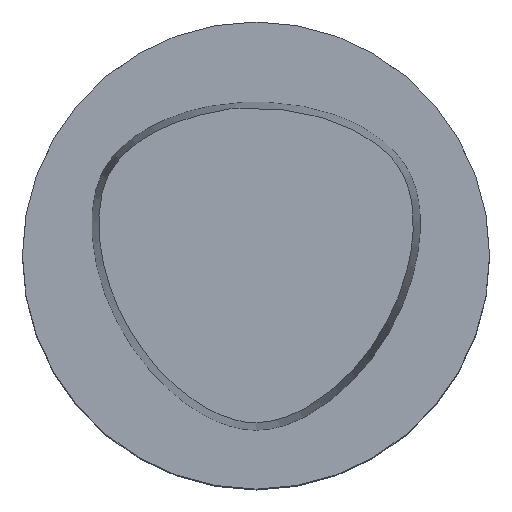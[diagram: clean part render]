
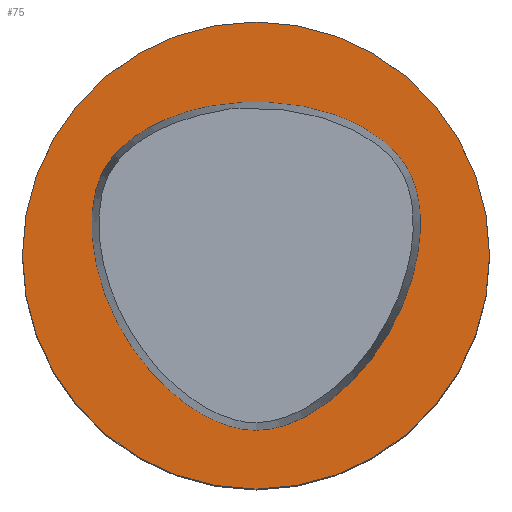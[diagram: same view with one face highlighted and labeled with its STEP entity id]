
A CAD part, top view. The second image highlights one B-rep face of the part: STEP entity #75.
In plain terms, the highlighted planar face has unit normal (0, 0, 1).
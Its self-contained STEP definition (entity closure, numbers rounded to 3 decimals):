
#75=ADVANCED_FACE('',(#87,#88),#89,.T.);
#87=FACE_OUTER_BOUND('',#117,.T.);
#88=FACE_BOUND('',#118,.T.);
#89=PLANE('',#119);
#117=EDGE_LOOP('',(#530));
#118=EDGE_LOOP('',(#531));
#119=AXIS2_PLACEMENT_3D('',#532,#533,#534);
#530=ORIENTED_EDGE('',*,*,#582,.F.);
#531=ORIENTED_EDGE('',*,*,#583,.T.);
#532=CARTESIAN_POINT('',(0.,12.495,0.));
#533=DIRECTION('',(0.,0.,1.0));
#534=DIRECTION('',(0.,-1.0,0.));
#582=EDGE_CURVE('',#593,#593,#594,.T.);
#583=EDGE_CURVE('',#595,#595,#596,.T.);
#593=VERTEX_POINT('',#614);
#594=CIRCLE('',#615,24.99);
#595=VERTEX_POINT('',#616);
#596=B_SPLINE_CURVE_WITH_KNOTS('',3,(#617,#618,#619,#620,#621,#622,#623,#624,#625,#626,#627,#628,#629,#630,#631,#632,#633,#634,#635,#636,#637,#638,#639,#640,#641,#642,#643,#644,#645,#646,#647,#648,#649,#650,#651,#652,#653,#654,#655,#656,#657,#658,#659,#660,#661,#662,#663,#664,#665,#666,#667,#668),.UNSPECIFIED.,.T.,.F.,(4,3,1,1,1,1,1,1,1,1,1,1,1,1,1,1,1,1,1,1,1,1,1,1,1,1,1,1,1,1,1,1,1,1,1,1,1,1,1,1,1,1,1,1,1,1,1,4),(0.,0.,0.023,0.046,0.069,0.09,0.112,0.133,0.153,0.173,0.194,0.215,0.236,0.257,0.28,0.303,0.326,0.349,0.372,0.394,0.417,0.438,0.459,0.48,0.5,0.52,0.541,0.562,0.583,0.606,0.628,0.651,0.674,0.697,0.72,0.743,0.764,0.785,0.806,0.827,0.847,0.867,0.888,0.91,0.931,0.954,0.977,1.0),.UNSPECIFIED.);
#614=CARTESIAN_POINT('',(0.,24.99,0.));
#615=AXIS2_PLACEMENT_3D('',#737,#738,#739);
#616=CARTESIAN_POINT('',(-0.001,-18.694,0.0));
#617=CARTESIAN_POINT('',(-0.001,-18.694,0.0));
#618=CARTESIAN_POINT('',(-0.011,-18.694,0.0));
#619=CARTESIAN_POINT('',(-0.02,-18.694,0.0));
#620=CARTESIAN_POINT('',(-0.029,-18.694,0.0));
#621=CARTESIAN_POINT('',(-0.868,-18.695,0.0));
#622=CARTESIAN_POINT('',(-2.552,-18.418,0.0));
#623=CARTESIAN_POINT('',(-4.899,-17.498,0.0));
#624=CARTESIAN_POINT('',(-7.042,-16.239,0.0));
#625=CARTESIAN_POINT('',(-8.953,-14.751,0.0));
#626=CARTESIAN_POINT('',(-10.656,-13.119,0.0));
#627=CARTESIAN_POINT('',(-12.164,-11.372,0.0));
#628=CARTESIAN_POINT('',(-13.489,-9.526,0.0));
#629=CARTESIAN_POINT('',(-14.645,-7.587,0.0));
#630=CARTESIAN_POINT('',(-15.637,-5.55,0.0));
#631=CARTESIAN_POINT('',(-16.457,-3.408,0.0));
#632=CARTESIAN_POINT('',(-17.089,-1.155,0.0));
#633=CARTESIAN_POINT('',(-17.497,1.211,0.0));
#634=CARTESIAN_POINT('',(-17.639,3.672,0.0));
#635=CARTESIAN_POINT('',(-17.405,6.179,0.0));
#636=CARTESIAN_POINT('',(-16.692,8.64,0.0));
#637=CARTESIAN_POINT('',(-15.284,10.803,0.0));
#638=CARTESIAN_POINT('',(-13.394,12.511,0.0));
#639=CARTESIAN_POINT('',(-11.276,13.846,0.0));
#640=CARTESIAN_POINT('',(-9.049,14.853,0.0));
#641=CARTESIAN_POINT('',(-6.791,15.6,0.0));
#642=CARTESIAN_POINT('',(-4.52,16.102,0.0));
#643=CARTESIAN_POINT('',(-2.262,16.323,0.0));
#644=CARTESIAN_POINT('',(-0.01,16.517,0.0));
#645=CARTESIAN_POINT('',(2.243,16.331,0.0));
#646=CARTESIAN_POINT('',(4.52,16.097,0.0));
#647=CARTESIAN_POINT('',(6.791,15.599,0.0));
#648=CARTESIAN_POINT('',(9.058,14.87,0.0));
#649=CARTESIAN_POINT('',(11.284,13.857,0.0));
#650=CARTESIAN_POINT('',(13.39,12.506,0.0));
#651=CARTESIAN_POINT('',(15.273,10.794,0.0));
#652=CARTESIAN_POINT('',(16.68,8.635,0.0));
#653=CARTESIAN_POINT('',(17.41,6.181,0.0));
#654=CARTESIAN_POINT('',(17.651,3.673,0.0));
#655=CARTESIAN_POINT('',(17.499,1.211,0.0));
#656=CARTESIAN_POINT('',(17.085,-1.154,0.0));
#657=CARTESIAN_POINT('',(16.457,-3.408,0.0));
#658=CARTESIAN_POINT('',(15.638,-5.55,0.0));
#659=CARTESIAN_POINT('',(14.645,-7.586,0.0));
#660=CARTESIAN_POINT('',(13.489,-9.526,0.0));
#661=CARTESIAN_POINT('',(12.164,-11.372,0.0));
#662=CARTESIAN_POINT('',(10.656,-13.118,0.0));
#663=CARTESIAN_POINT('',(8.95,-14.746,0.0));
#664=CARTESIAN_POINT('',(7.035,-16.229,0.0));
#665=CARTESIAN_POINT('',(4.906,-17.513,0.0));
#666=CARTESIAN_POINT('',(2.545,-18.442,0.0));
#667=CARTESIAN_POINT('',(0.847,-18.69,0.0));
#668=CARTESIAN_POINT('',(-0.001,-18.694,0.0));
#737=CARTESIAN_POINT('',(0.0,0.0,0.0));
#738=DIRECTION('',(0.,0.,-1.0));
#739=DIRECTION('',(0.,1.0,0.));
